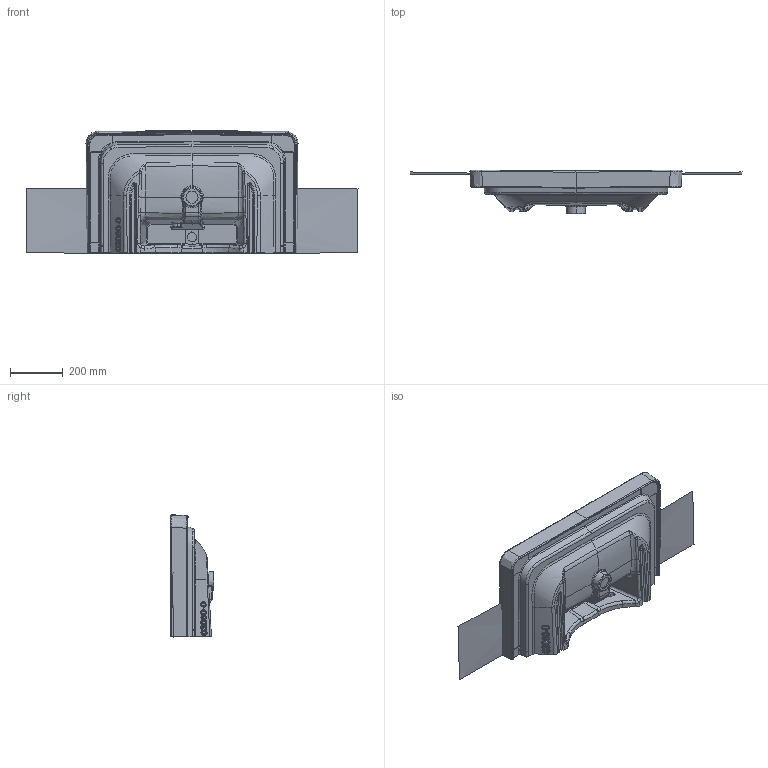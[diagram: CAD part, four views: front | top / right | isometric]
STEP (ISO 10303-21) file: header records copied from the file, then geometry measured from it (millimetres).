
FILE_DESCRIPTION (( 'STEP AP203' ), '1' );
FILE_NAME ('03080.STEP', '2022-04-08T10:34:49', ( '' ), ( '' ), 'SwSTEP 2.0', 'SolidWorks 2021', '' );
FILE_SCHEMA (( 'CONFIG_CONTROL_DESIGN' ));
Length unit declared in the file: millimetre
Products named in the file (1): 03080
Bounding box: 1253.85 x 164.99 x 462.58 mm (x, y, z)
Volume: 24937.5 mm3; surface area: 1504396.6 mm2
Topology: 1 solids, 6 shells, 716 faces, 1907 edges, 1186 vertices
Faces by surface type: bspline 573, cylinder 64, plane 42, torus 24, sphere 7, cone 6
Entity records: 110131 total; most frequent: CARTESIAN_POINT 97085, ORIENTED_EDGE 3754, EDGE_CURVE 1877, B_SPLINE_CURVE_WITH_KNOTS 1324, DIRECTION 1206, VERTEX_POINT 1177, EDGE_LOOP 728, ADVANCED_FACE 717
